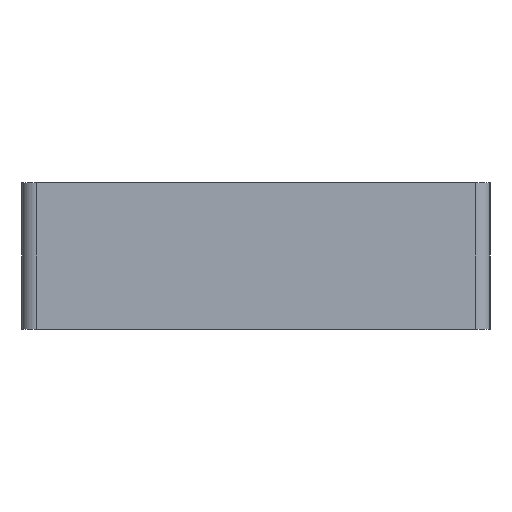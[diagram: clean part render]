
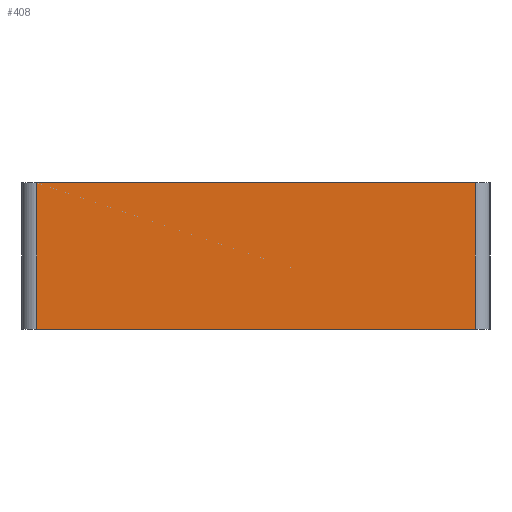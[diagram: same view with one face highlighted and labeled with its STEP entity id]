
A CAD part, left-side view. The second image highlights one B-rep face of the part: STEP entity #408.
In plain terms, the highlighted planar face has unit normal (-1, 0, 0).
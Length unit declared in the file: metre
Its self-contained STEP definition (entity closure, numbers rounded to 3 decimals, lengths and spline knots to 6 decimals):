
#82=ORIENTED_EDGE('',*,*,#193,.F.);
#83=ORIENTED_EDGE('',*,*,#194,.F.);
#84=ORIENTED_EDGE('',*,*,#195,.T.);
#85=ORIENTED_EDGE('',*,*,#191,.T.);
#191=EDGE_CURVE('',#243,#242,#282,.T.);
#193=EDGE_CURVE('',#244,#242,#283,.T.);
#194=EDGE_CURVE('',#245,#244,#284,.T.);
#195=EDGE_CURVE('',#245,#243,#285,.T.);
#242=VERTEX_POINT('',#661);
#243=VERTEX_POINT('',#663);
#244=VERTEX_POINT('',#667);
#245=VERTEX_POINT('',#669);
#282=LINE('',#662,#322);
#283=LINE('',#666,#323);
#284=LINE('',#668,#324);
#285=LINE('',#670,#325);
#322=VECTOR('',#535,1.);
#323=VECTOR('',#540,1.);
#324=VECTOR('',#541,1.);
#325=VECTOR('',#542,1.);
#352=EDGE_LOOP('',(#82,#83,#84,#85));
#374=FACE_BOUND('',#352,.T.);
#391=PLANE('',#453);
#408=ADVANCED_FACE('',(#374),#391,.T.);
#453=AXIS2_PLACEMENT_3D('',#665,#538,#539);
#535=DIRECTION('',(0.,0.,-1.));
#538=DIRECTION('',(-1.,0.,0.));
#539=DIRECTION('',(0.,0.,1.));
#540=DIRECTION('',(0.,1.,0.));
#541=DIRECTION('',(0.,0.,-1.));
#542=DIRECTION('',(0.,1.,0.));
#661=CARTESIAN_POINT('',(-0.019,0.0075,0.));
#662=CARTESIAN_POINT('',(-0.019,0.0075,0.005));
#663=CARTESIAN_POINT('',(-0.019,0.0075,0.005));
#665=CARTESIAN_POINT('',(-0.019,0.,0.005));
#666=CARTESIAN_POINT('',(-0.019,0.,0.));
#667=CARTESIAN_POINT('',(-0.019,-0.0075,0.));
#668=CARTESIAN_POINT('',(-0.019,-0.0075,0.005));
#669=CARTESIAN_POINT('',(-0.019,-0.0075,0.005));
#670=CARTESIAN_POINT('',(-0.019,0.,0.005));
